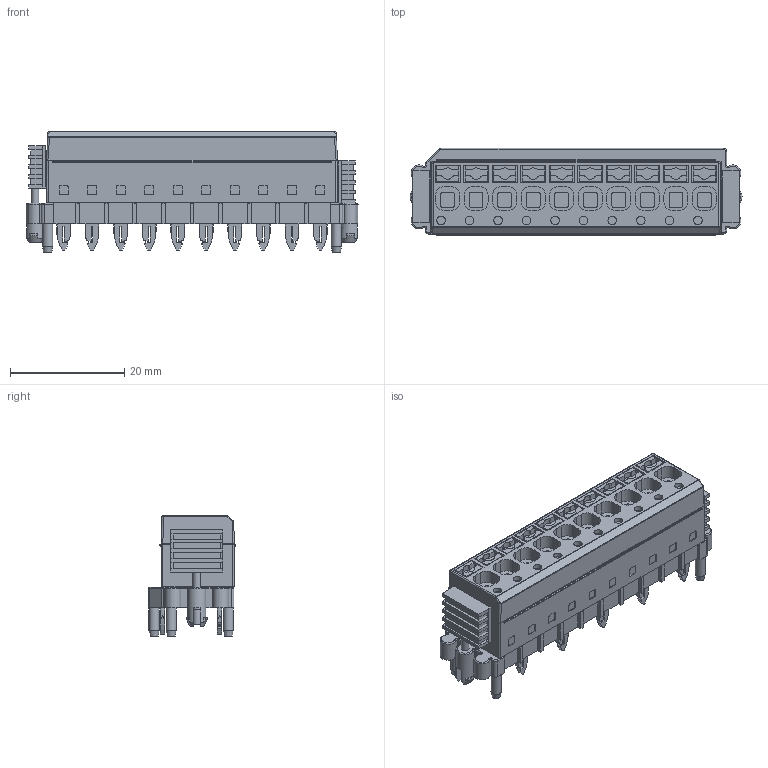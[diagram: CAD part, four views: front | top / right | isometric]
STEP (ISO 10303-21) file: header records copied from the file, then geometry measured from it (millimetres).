
FILE_DESCRIPTION(/* description */ (''),/* implementation_level */ '2;1');
FILE_NAME(/* name */ 'PHOENIX_1864118.stp',/* time_stamp */ '2017-06-13T11:11:49+02:00',/* author */ ('jchouvet'),/* organization */ (''),/* preprocessor_version */ 'ST-DEVELOPER v16.1',/* originating_system */ 'AutoCAD Mechanical',/* authorisation */ '');
FILE_SCHEMA (('AUTOMOTIVE_DESIGN { 1 0 10303 214 3 1 1 }'));
Length unit declared in the file: millimetre
Products named in the file (1): Product
Bounding box: 58.18 x 15.3 x 21.2 mm (x, y, z)
Volume: 11066.8 mm3; surface area: 7316.3 mm2
Topology: 37 solids, 37 shells, 1107 faces, 2822 edges, 1848 vertices
Faces by surface type: plane 679, cylinder 370, torus 23, cone 13, bspline 12, sphere 10
Full cylindrical faces by diameter (mm): 1.36 x2, 1.4 x2, 1.5 x13, 1.7 x1, 1.8 x4
Entity records: 34623 total; most frequent: CARTESIAN_POINT 7462, DIRECTION 5648, ORIENTED_EDGE 5556, EDGE_CURVE 2778, LINE 1916, VECTOR 1916, AXIS2_PLACEMENT_3D 1866, VERTEX_POINT 1845
